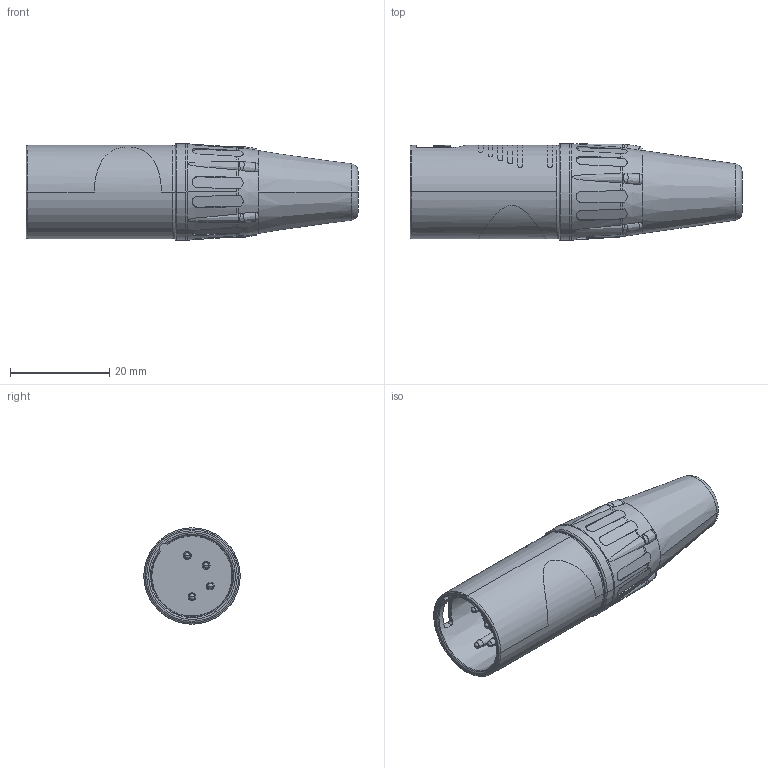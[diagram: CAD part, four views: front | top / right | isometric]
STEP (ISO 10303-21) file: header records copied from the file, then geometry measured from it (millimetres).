
FILE_DESCRIPTION((''),'2;1');
FILE_NAME('RC4M','2024-10-11T11:17:25',('yuj'),(''),'CREO PARAMETRIC BY PTC INC, 2021184','CREO PARAMETRIC BY PTC INC, 2021184','');
FILE_SCHEMA(('AUTOMOTIVE_DESIGN { 1 0 10303 214 1 1 1 1 }'));
Length unit declared in the file: millimetre
Products named in the file (1): RC4M
Bounding box: 66.8 x 19.4 x 19.4 mm (x, y, z)
Volume: 13568.1 mm3; surface area: 5684 mm2
Topology: 1 solids, 4 shells, 169 faces, 594 edges, 452 vertices
Faces by surface type: plane 48, cylinder 37, bspline 30, torus 27, cone 19, sphere 8
Entity records: 15202 total; most frequent: CARTESIAN_POINT 7327, POLYLINE 1047, ORIENTED_EDGE 946, DIRECTION 846, PRESENTATION_STYLE_ASSIGNMENT 633, CURVE_STYLE 627, STYLED_ITEM 608, EDGE_CURVE 483
